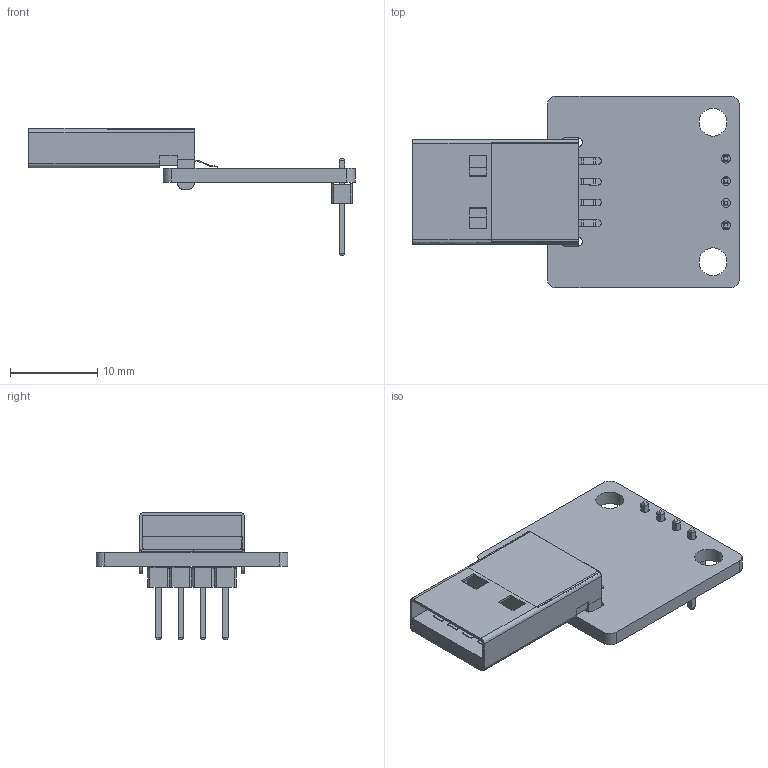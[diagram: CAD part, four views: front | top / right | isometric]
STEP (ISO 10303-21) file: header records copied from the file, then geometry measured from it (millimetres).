
FILE_DESCRIPTION(('KiCad electronic assembly'),'2;1');
FILE_NAME('USB_Type_A_male_breakout_3D.step','2022-01-07T08:55:11',( 'Pcbnew'),('Kicad'),'Open CASCADE STEP processor 7.5', 'KiCad to STEP converter','Unknown');
FILE_SCHEMA(('AUTOMOTIVE_DESIGN { 1 0 10303 214 1 1 1 1 }'));
Length unit declared in the file: millimetre
Products named in the file (6): USB_Type_A_male_breakout_3D 1; User Library-USB 2_0 Type A Male v2; COMPOUND; 4x_Male_Pin_2.54_mm
Assembly tree (5 placements, depth 3):
  USB_Type_A_male_breakout_3D 1
    User Library-USB 2_0 Type A Male v2
      COMPOUND
    4x_Male_Pin_2.54_mm
      COMPOUND
    COMPOUND
Bounding box: 37.4 x 22 x 14.56 mm (x, y, z)
Volume: 1539.1 mm3; surface area: 3778.3 mm2
Topology: 22 solids, 22 shells, 383 faces, 945 edges, 614 vertices
Faces by surface type: bspline 357, cylinder 16, plane 10
Full cylindrical faces by diameter (mm): 1 x6, 3.2 x2
Entity records: 21832 total; most frequent: CARTESIAN_POINT 8512, B_SPLINE_CURVE_WITH_KNOTS 2483, ORIENTED_EDGE 1890, PCURVE 1890, DEFINITIONAL_REPRESENTATION 1890, EDGE_CURVE 945, SURFACE_CURVE 937, VERTEX_POINT 614
